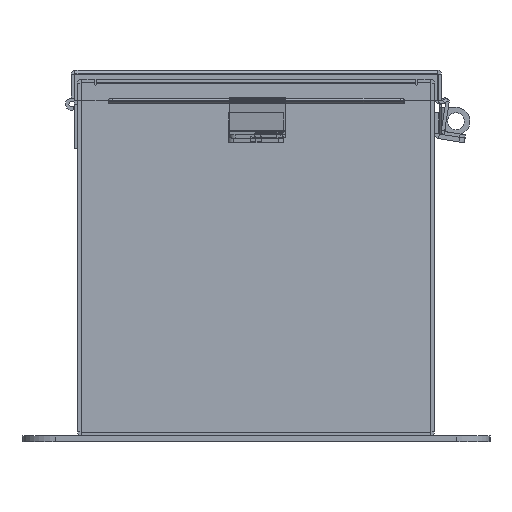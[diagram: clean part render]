
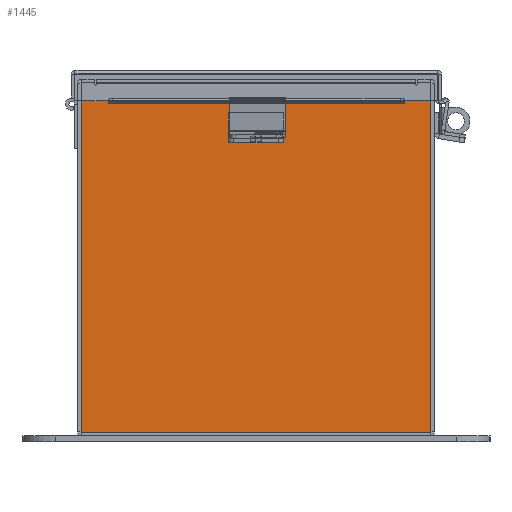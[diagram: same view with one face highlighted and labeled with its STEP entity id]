
A CAD part, front view. The second image highlights one B-rep face of the part: STEP entity #1445.
In plain terms, the highlighted face is planar.
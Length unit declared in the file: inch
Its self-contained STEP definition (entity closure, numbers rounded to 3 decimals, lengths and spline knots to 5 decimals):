
#703 = CARTESIAN_POINT ( 'NONE',  ( 3.61965, 0., 3.87495 ) ) ;
#790 = VERTEX_POINT ( 'NONE', #2182 ) ;
#1061 = LINE ( 'NONE', #38738, #38851 ) ;
#1445 = ADVANCED_FACE ( 'NONE', ( #5915 ), #10101, .F. ) ;
#1645 = EDGE_CURVE ( 'NONE', #42164, #27108, #1061, .T. ) ;
#1722 = EDGE_CURVE ( 'NONE', #45575, #17467, #4092, .T. ) ;
#2088 = VECTOR ( 'NONE', #34489, 39.37008 ) ;
#2182 = CARTESIAN_POINT ( 'NONE',  ( 3.9253, 0., -3.9253 ) ) ;
#2458 = CARTESIAN_POINT ( 'NONE',  ( -3.61965, 0., 0. ) ) ;
#2709 = ORIENTED_EDGE ( 'NONE', *, *, #42856, .F. ) ;
#2768 = EDGE_CURVE ( 'NONE', #8588, #34812, #18568, .T. ) ;
#3268 = CARTESIAN_POINT ( 'NONE',  ( 3.61965, 0., 3.9253 ) ) ;
#4092 = CIRCLE ( 'NONE', #26967, 0.01868 ) ;
#4262 = CARTESIAN_POINT ( 'NONE',  ( -3.5823, 0., 3.9123 ) ) ;
#4387 = VECTOR ( 'NONE', #38094, 39.37008 ) ;
#5239 = CARTESIAN_POINT ( 'NONE',  ( -3.9253, 0., 3.9253 ) ) ;
#5915 = FACE_OUTER_BOUND ( 'NONE', #31831, .T. ) ;
#5983 = LINE ( 'NONE', #2458, #25465 ) ;
#8234 = CARTESIAN_POINT ( 'NONE',  ( 3.60098, 0., 3.87495 ) ) ;
#8588 = VERTEX_POINT ( 'NONE', #20380 ) ;
#9412 = LINE ( 'NONE', #46627, #49656 ) ;
#10101 = PLANE ( 'NONE',  #35851 ) ;
#10257 = DIRECTION ( 'NONE',  ( 0., 0., -1. ) ) ;
#10282 = DIRECTION ( 'NONE',  ( 0., 0., 1. ) ) ;
#10804 = CARTESIAN_POINT ( 'NONE',  ( 3.5823, 0., 0. ) ) ;
#11083 = CARTESIAN_POINT ( 'NONE',  ( -3.9253, 0., 3.9253 ) ) ;
#11455 = CARTESIAN_POINT ( 'NONE',  ( -3.60097, 0., 3.87495 ) ) ;
#12121 = DIRECTION ( 'NONE',  ( 0., 0., -1. ) ) ;
#13233 = DIRECTION ( 'NONE',  ( 1., 0., 0. ) ) ;
#13479 = LINE ( 'NONE', #10804, #4387 ) ;
#13648 = ORIENTED_EDGE ( 'NONE', *, *, #40490, .F. ) ;
#14287 = ORIENTED_EDGE ( 'NONE', *, *, #38972, .T. ) ;
#14786 = VERTEX_POINT ( 'NONE', #15814 ) ;
#15355 = DIRECTION ( 'NONE',  ( 0., 0., -1. ) ) ;
#15488 = ORIENTED_EDGE ( 'NONE', *, *, #20844, .F. ) ;
#15814 = CARTESIAN_POINT ( 'NONE',  ( -3.61965, 0., 3.87495 ) ) ;
#15895 = CARTESIAN_POINT ( 'NONE',  ( 3.5823, 0., 3.9123 ) ) ;
#16131 = VECTOR ( 'NONE', #25360, 39.37008 ) ;
#16161 = CIRCLE ( 'NONE', #25542, 0.01868 ) ;
#16806 = VECTOR ( 'NONE', #13233, 39.37008 ) ;
#17467 = VERTEX_POINT ( 'NONE', #49971 ) ;
#18568 = LINE ( 'NONE', #21392, #16131 ) ;
#19632 = VECTOR ( 'NONE', #27574, 39.37008 ) ;
#20261 = ORIENTED_EDGE ( 'NONE', *, *, #1722, .F. ) ;
#20294 = ORIENTED_EDGE ( 'NONE', *, *, #47045, .T. ) ;
#20380 = CARTESIAN_POINT ( 'NONE',  ( -3.9253, 0., -3.9253 ) ) ;
#20844 = EDGE_CURVE ( 'NONE', #14786, #35899, #5983, .T. ) ;
#21392 = CARTESIAN_POINT ( 'NONE',  ( -3.9253, 0., 3.9253 ) ) ;
#21937 = EDGE_CURVE ( 'NONE', #25678, #37326, #47970, .T. ) ;
#22775 = VERTEX_POINT ( 'NONE', #15895 ) ;
#23214 = EDGE_CURVE ( 'NONE', #34812, #35899, #31950, .T. ) ;
#23219 = DIRECTION ( 'NONE',  ( 0., 0., -1. ) ) ;
#23885 = CARTESIAN_POINT ( 'NONE',  ( -3.5823, 0., 3.87495 ) ) ;
#23959 = VECTOR ( 'NONE', #41410, 39.37008 ) ;
#25218 = ORIENTED_EDGE ( 'NONE', *, *, #23214, .T. ) ;
#25360 = DIRECTION ( 'NONE',  ( 0., 0., 1. ) ) ;
#25465 = VECTOR ( 'NONE', #10282, 39.37008 ) ;
#25542 = AXIS2_PLACEMENT_3D ( 'NONE', #11455, #38762, #15355 ) ;
#25678 = VERTEX_POINT ( 'NONE', #3268 ) ;
#26967 = AXIS2_PLACEMENT_3D ( 'NONE', #8234, #35519, #12121 ) ;
#27108 = VERTEX_POINT ( 'NONE', #23885 ) ;
#27523 = ORIENTED_EDGE ( 'NONE', *, *, #47353, .T. ) ;
#27574 = DIRECTION ( 'NONE',  ( 1., 0., 0. ) ) ;
#28678 = CARTESIAN_POINT ( 'NONE',  ( 3.61965, 0., 0. ) ) ;
#28849 = EDGE_CURVE ( 'NONE', #27108, #14786, #16161, .T. ) ;
#31302 = CARTESIAN_POINT ( 'NONE',  ( -3.5823, 0., 3.9123 ) ) ;
#31831 = EDGE_LOOP ( 'NONE', ( #15488, #32708, #47749, #27523, #13648, #20261, #2709, #38164, #14287, #20294, #41908, #25218 ) ) ;
#31950 = LINE ( 'NONE', #11083, #2088 ) ;
#32047 = CARTESIAN_POINT ( 'NONE',  ( -3.61965, 0., 3.9253 ) ) ;
#32708 = ORIENTED_EDGE ( 'NONE', *, *, #28849, .F. ) ;
#33630 = DIRECTION ( 'NONE',  ( 0., -1., 0. ) ) ;
#34370 = LINE ( 'NONE', #41082, #23959 ) ;
#34489 = DIRECTION ( 'NONE',  ( 1., 0., 0. ) ) ;
#34812 = VERTEX_POINT ( 'NONE', #5239 ) ;
#34845 = DIRECTION ( 'NONE',  ( 0., 0., -1. ) ) ;
#35519 = DIRECTION ( 'NONE',  ( 0., 1., 0. ) ) ;
#35851 = AXIS2_PLACEMENT_3D ( 'NONE', #49144, #33630, #10257 ) ;
#35899 = VERTEX_POINT ( 'NONE', #32047 ) ;
#36622 = CARTESIAN_POINT ( 'NONE',  ( -3.9253, 0., 3.9253 ) ) ;
#37058 = LINE ( 'NONE', #28678, #46185 ) ;
#37326 = VERTEX_POINT ( 'NONE', #50212 ) ;
#38094 = DIRECTION ( 'NONE',  ( 0., 0., 1. ) ) ;
#38164 = ORIENTED_EDGE ( 'NONE', *, *, #21937, .T. ) ;
#38738 = CARTESIAN_POINT ( 'NONE',  ( -3.5823, 0., 0. ) ) ;
#38762 = DIRECTION ( 'NONE',  ( 0., 1., 0. ) ) ;
#38851 = VECTOR ( 'NONE', #34845, 39.37008 ) ;
#38972 = EDGE_CURVE ( 'NONE', #37326, #790, #9412, .T. ) ;
#40427 = LINE ( 'NONE', #4262, #19632 ) ;
#40483 = DIRECTION ( 'NONE',  ( 0., 0., -1. ) ) ;
#40490 = EDGE_CURVE ( 'NONE', #17467, #22775, #13479, .T. ) ;
#41082 = CARTESIAN_POINT ( 'NONE',  ( -3.9253, 0., -3.9253 ) ) ;
#41410 = DIRECTION ( 'NONE',  ( -1., 0., 0. ) ) ;
#41908 = ORIENTED_EDGE ( 'NONE', *, *, #2768, .T. ) ;
#42164 = VERTEX_POINT ( 'NONE', #31302 ) ;
#42856 = EDGE_CURVE ( 'NONE', #25678, #45575, #37058, .T. ) ;
#45575 = VERTEX_POINT ( 'NONE', #703 ) ;
#46185 = VECTOR ( 'NONE', #40483, 39.37008 ) ;
#46627 = CARTESIAN_POINT ( 'NONE',  ( 3.9253, 0., 3.9253 ) ) ;
#47045 = EDGE_CURVE ( 'NONE', #790, #8588, #34370, .T. ) ;
#47353 = EDGE_CURVE ( 'NONE', #42164, #22775, #40427, .T. ) ;
#47749 = ORIENTED_EDGE ( 'NONE', *, *, #1645, .F. ) ;
#47970 = LINE ( 'NONE', #36622, #16806 ) ;
#49144 = CARTESIAN_POINT ( 'NONE',  ( 0., 0., 0. ) ) ;
#49656 = VECTOR ( 'NONE', #23219, 39.37008 ) ;
#49971 = CARTESIAN_POINT ( 'NONE',  ( 3.5823, 0., 3.87495 ) ) ;
#50212 = CARTESIAN_POINT ( 'NONE',  ( 3.9253, 0., 3.9253 ) ) ;
